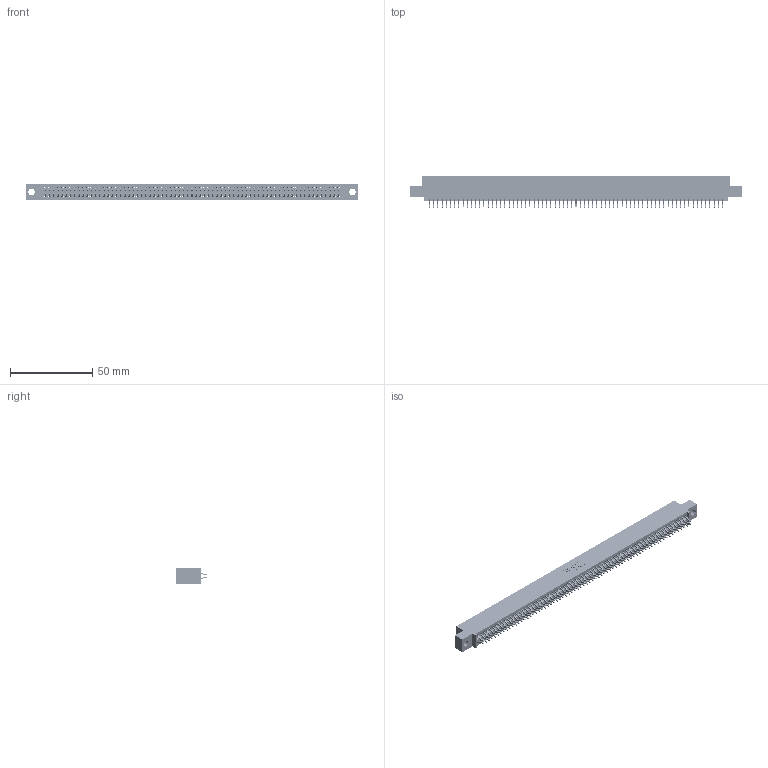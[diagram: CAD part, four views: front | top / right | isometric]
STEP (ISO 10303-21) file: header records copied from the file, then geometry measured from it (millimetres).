
FILE_DESCRIPTION (( 'STEP AP203' ), '1' );
FILE_NAME ('395-142-556-504.STEP', '2018-12-06T04:16:08', ( '' ), ( '' ), 'SwSTEP 2.0', 'SolidWorks 2016', '' );
FILE_SCHEMA (( 'CONFIG_CONTROL_DESIGN' ));
Length unit declared in the file: inch
Products named in the file (3): 395-142-556-504; 345-292-001_556 Tail; 345 Part_0.110 Offset - 0.156 Dia-TH
Assembly tree (143 placements, depth 2):
  395-142-556-504
    345 Part_0.110 Offset - 0.156 Dia-TH
    345-292-001_556 Tail  x142
Bounding box: 201.55 x 19.24 x 9.4 mm (x, y, z)
Volume: 19681 mm3; surface area: 29437.2 mm2
Topology: 143 solids, 143 shells, 8082 faces, 24067 edges, 15854 vertices
Faces by surface type: plane 5338, cylinder 2744
Entity records: 52159 total; most frequent: CARTESIAN_POINT 8732, ORIENTED_EDGE 8654, DIRECTION 7651, EDGE_CURVE 4327, LINE 3903, VECTOR 3903, VERTEX_POINT 2882, AXIS2_PLACEMENT_3D 1874
